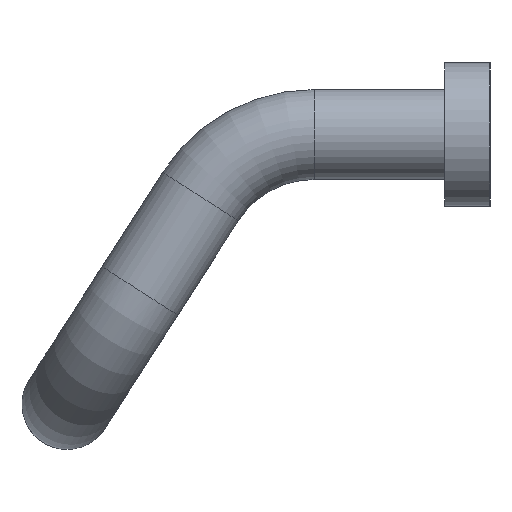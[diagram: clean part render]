
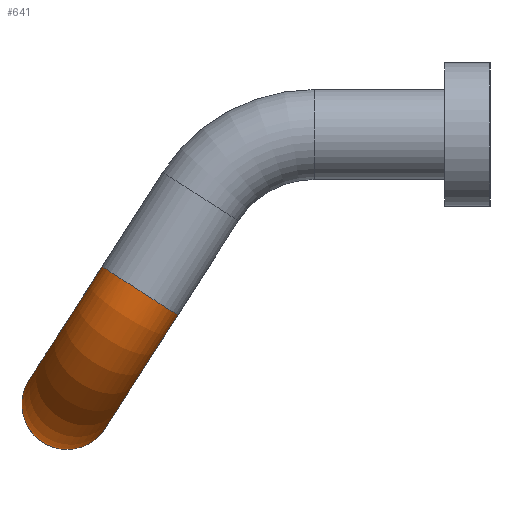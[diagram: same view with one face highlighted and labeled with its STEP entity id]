
A CAD part, left-side view. The second image highlights one B-rep face of the part: STEP entity #641.
In plain terms, the highlighted toroidal (fillet/blend) face has major radius 15 mm and minor radius 5 mm.
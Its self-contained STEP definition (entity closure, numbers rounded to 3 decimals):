
#19=TOROIDAL_SURFACE('',#753,15.,5.);
#251=ORIENTED_EDGE('',*,*,#332,.T.);
#252=ORIENTED_EDGE('',*,*,#333,.F.);
#332=EDGE_CURVE('',#386,#386,#425,.T.);
#333=EDGE_CURVE('',#387,#387,#426,.T.);
#386=VERTEX_POINT('',#1126);
#387=VERTEX_POINT('',#1129);
#425=CIRCLE('',#752,5.);
#426=CIRCLE('',#754,5.);
#487=EDGE_LOOP('',(#251));
#488=EDGE_LOOP('',(#252));
#562=FACE_BOUND('',#487,.T.);
#563=FACE_BOUND('',#488,.T.);
#641=ADVANCED_FACE('',(#562,#563),#19,.T.);
#752=AXIS2_PLACEMENT_3D('',#1125,#934,#935);
#753=AXIS2_PLACEMENT_3D('',#1127,#936,#937);
#754=AXIS2_PLACEMENT_3D('',#1128,#938,#939);
#934=DIRECTION('',(0.,0.54,-0.842));
#935=DIRECTION('',(0.,0.842,0.54));
#936=DIRECTION('',(0.,-0.842,-0.54));
#937=DIRECTION('',(0.,0.54,-0.842));
#938=DIRECTION('',(1.,0.,0.));
#939=DIRECTION('',(0.,0.842,0.54));
#1125=CARTESIAN_POINT('',(-50.,33.896,-17.377));
#1126=CARTESIAN_POINT('',(-50.,38.104,-14.676));
#1127=CARTESIAN_POINT('',(-35.,33.896,-17.377));
#1128=CARTESIAN_POINT('',(-35.,42.,-30.));
#1129=CARTESIAN_POINT('',(-35.,46.208,-27.299));
